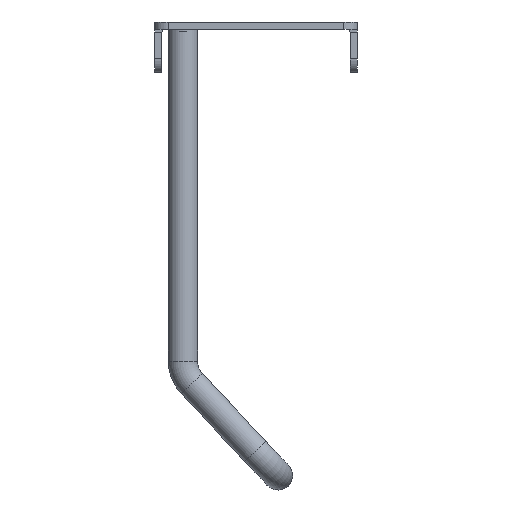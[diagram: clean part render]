
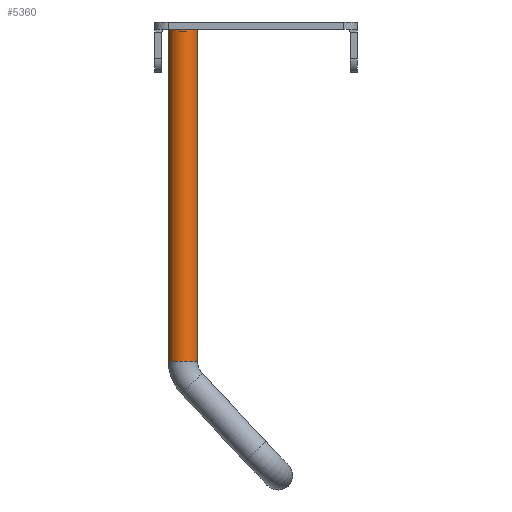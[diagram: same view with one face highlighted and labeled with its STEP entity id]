
A CAD part, left-side view. The second image highlights one B-rep face of the part: STEP entity #5360.
In plain terms, the highlighted cylindrical face has radius 3.175 mm (diameter 6.35 mm), a full revolution.
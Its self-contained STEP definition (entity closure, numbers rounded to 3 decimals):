
#287=CYLINDRICAL_SURFACE('',#5795,3.175);
#657=FACE_OUTER_BOUND('',#1047,.T.);
#1047=EDGE_LOOP('',(#4631,#4632,#4633,#4634,#4635));
#1523=LINE('',#8653,#1984);
#1984=VECTOR('',#7050,3.175);
#2032=CIRCLE('',#5455,3.175);
#2168=CIRCLE('',#5796,3.175);
#2169=CIRCLE('',#5797,3.175);
#2259=VERTEX_POINT('',#7368);
#2624=VERTEX_POINT('',#8652);
#2625=VERTEX_POINT('',#8654);
#2741=EDGE_CURVE('',#2259,#2259,#2032,.T.);
#3307=EDGE_CURVE('',#2259,#2624,#1523,.T.);
#3308=EDGE_CURVE('',#2624,#2625,#2168,.T.);
#3309=EDGE_CURVE('',#2625,#2624,#2169,.T.);
#4631=ORIENTED_EDGE('',*,*,#2741,.F.);
#4632=ORIENTED_EDGE('',*,*,#3307,.T.);
#4633=ORIENTED_EDGE('',*,*,#3308,.T.);
#4634=ORIENTED_EDGE('',*,*,#3309,.T.);
#4635=ORIENTED_EDGE('',*,*,#3307,.F.);
#5360=ADVANCED_FACE('',(#657),#287,.T.);
#5455=AXIS2_PLACEMENT_3D('',#7369,#5966,#5967);
#5795=AXIS2_PLACEMENT_3D('',#8651,#7048,#7049);
#5796=AXIS2_PLACEMENT_3D('',#8655,#7051,#7052);
#5797=AXIS2_PLACEMENT_3D('',#8656,#7053,#7054);
#5966=DIRECTION('center_axis',(0.,0.,
1.));
#5967=DIRECTION('ref_axis',(1.,0.,0.));
#7048=DIRECTION('center_axis',(0.,0.,
1.));
#7049=DIRECTION('ref_axis',(1.,0.,0.));
#7050=DIRECTION('',(0.,0.,-1.));
#7051=DIRECTION('center_axis',(0.,0.,
1.));
#7052=DIRECTION('ref_axis',(1.,0.,0.));
#7053=DIRECTION('center_axis',(0.,0.,
1.));
#7054=DIRECTION('ref_axis',(1.,0.,0.));
#7368=CARTESIAN_POINT('',(-214.675,15.875,0.));
#7369=CARTESIAN_POINT('Origin',(-211.5,15.875,0.));
#8651=CARTESIAN_POINT('Origin',(-211.5,15.875,-72.));
#8652=CARTESIAN_POINT('',(-214.675,15.875,-72.));
#8653=CARTESIAN_POINT('',(-214.675,15.875,-72.));
#8654=CARTESIAN_POINT('',(-211.5,12.7,-72.));
#8655=CARTESIAN_POINT('Origin',(-211.5,15.875,-72.));
#8656=CARTESIAN_POINT('Origin',(-211.5,15.875,-72.));
